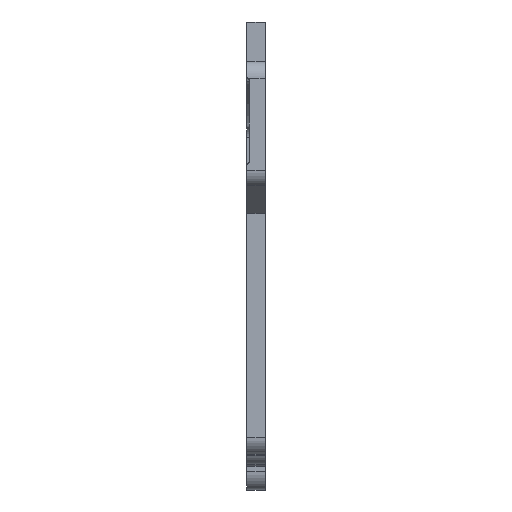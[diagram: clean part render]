
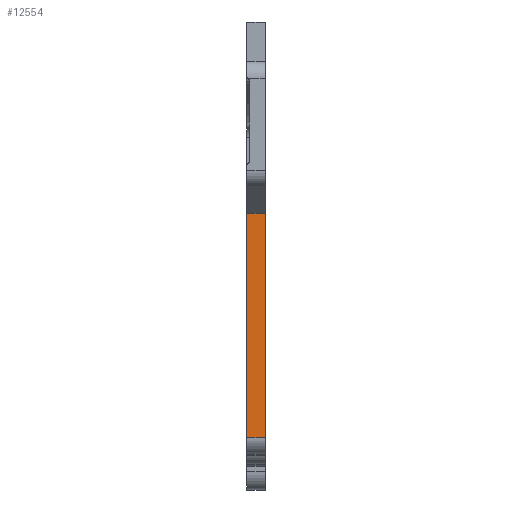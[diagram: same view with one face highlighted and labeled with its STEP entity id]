
A CAD part, left-side view. The second image highlights one B-rep face of the part: STEP entity #12554.
In plain terms, the highlighted planar face has unit normal (-1, 0, 0).
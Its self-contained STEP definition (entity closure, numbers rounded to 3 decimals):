
#1067=PLANE('',#13344);
#1736=FACE_OUTER_BOUND('',#2473,.T.);
#2473=EDGE_LOOP('',(#11265,#11266,#11267,#11268));
#3215=LINE('',#21086,#4348);
#3698=LINE('',#22891,#4831);
#3699=LINE('',#22895,#4832);
#3700=LINE('',#22896,#4833);
#4348=VECTOR('',#14368,10.);
#4831=VECTOR('',#15953,10.);
#4832=VECTOR('',#15958,10.);
#4833=VECTOR('',#15959,10.);
#5825=VERTEX_POINT('',#21083);
#5826=VERTEX_POINT('',#21085);
#6330=VERTEX_POINT('',#22890);
#6331=VERTEX_POINT('',#22894);
#7346=EDGE_CURVE('',#5826,#5825,#3215,.T.);
#8086=EDGE_CURVE('',#5825,#6330,#3698,.T.);
#8088=EDGE_CURVE('',#5826,#6331,#3699,.T.);
#8089=EDGE_CURVE('',#6331,#6330,#3700,.T.);
#11265=ORIENTED_EDGE('',*,*,#8088,.F.);
#11266=ORIENTED_EDGE('',*,*,#7346,.T.);
#11267=ORIENTED_EDGE('',*,*,#8086,.T.);
#11268=ORIENTED_EDGE('',*,*,#8089,.F.);
#12554=ADVANCED_FACE('',(#1736),#1067,.T.);
#13344=AXIS2_PLACEMENT_3D('',#22893,#15956,#15957);
#14368=DIRECTION('',(0.,0.,1.));
#15953=DIRECTION('',(0.,1.,0.));
#15956=DIRECTION('center_axis',(-1.,0.,0.));
#15957=DIRECTION('ref_axis',(0.,0.,
-1.));
#15958=DIRECTION('',(0.,1.,0.));
#15959=DIRECTION('',(0.,0.,1.));
#21083=CARTESIAN_POINT('',(-68.664,-1.7,6.534));
#21085=CARTESIAN_POINT('',(-68.664,-1.7,-37.8));
#21086=CARTESIAN_POINT('',(-68.664,-1.7,2.366));
#22890=CARTESIAN_POINT('',(-68.664,2.,6.534));
#22891=CARTESIAN_POINT('',(-68.664,0.,6.534));
#22893=CARTESIAN_POINT('Origin',(-68.664,0.,
6.534));
#22894=CARTESIAN_POINT('',(-68.664,2.,-37.8));
#22895=CARTESIAN_POINT('',(-68.664,0.,-37.8));
#22896=CARTESIAN_POINT('',(-68.664,2.,-37.8));
